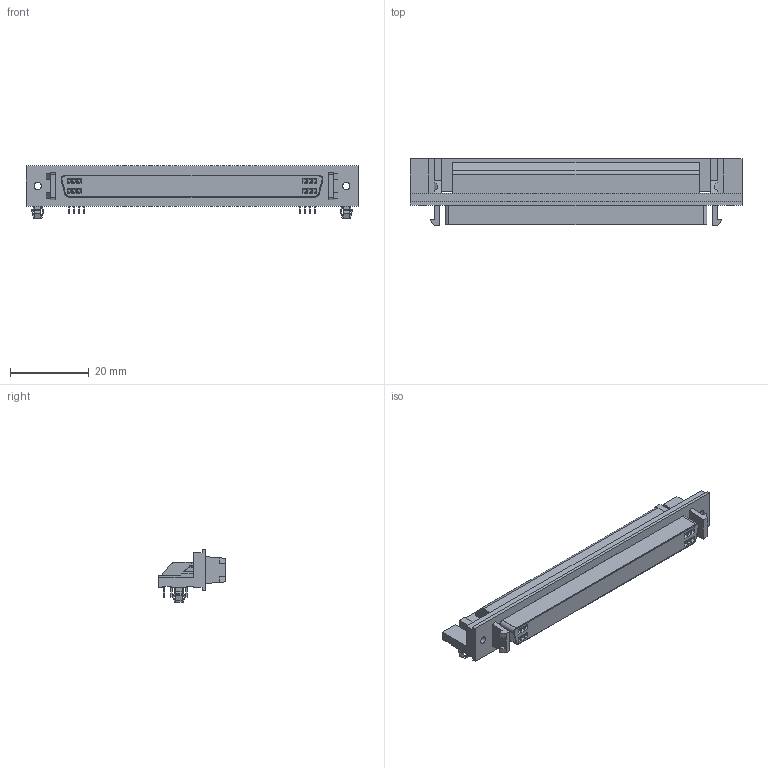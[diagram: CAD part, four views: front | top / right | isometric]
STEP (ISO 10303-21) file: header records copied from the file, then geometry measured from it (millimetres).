
FILE_DESCRIPTION(/* description */ (''),/* implementation_level */ '2;1');
FILE_NAME(/* name */ 'TYCO_787082-9.stp',/* time_stamp */ '2015-03-12T10:20:46+01:00',/* author */ ('admchouv'),/* organization */ ('Tyco Electronics Corporation'),/* preprocessor_version */ 'ST-DEVELOPER v15.5',/* originating_system */ 'AutoCAD Mechanical',/* authorisation */ '');
FILE_SCHEMA (('AUTOMOTIVE_DESIGN { 1 0 10303 214 3 1 1 }'));
Length unit declared in the file: millimetre
Products named in the file (1): Product
Bounding box: 84.2 x 16.87 x 13.31 mm (x, y, z)
Volume: 7389.5 mm3; surface area: 8940.9 mm2
Topology: 29 solids, 29 shells, 397 faces, 971 edges, 646 vertices
Faces by surface type: plane 349, cylinder 48
Full cylindrical faces by diameter (mm): 1.834 x2
Entity records: 11522 total; most frequent: CARTESIAN_POINT 2013, ORIENTED_EDGE 1938, DIRECTION 1861, EDGE_CURVE 969, LINE 873, VECTOR 873, VERTEX_POINT 646, AXIS2_PLACEMENT_3D 494
